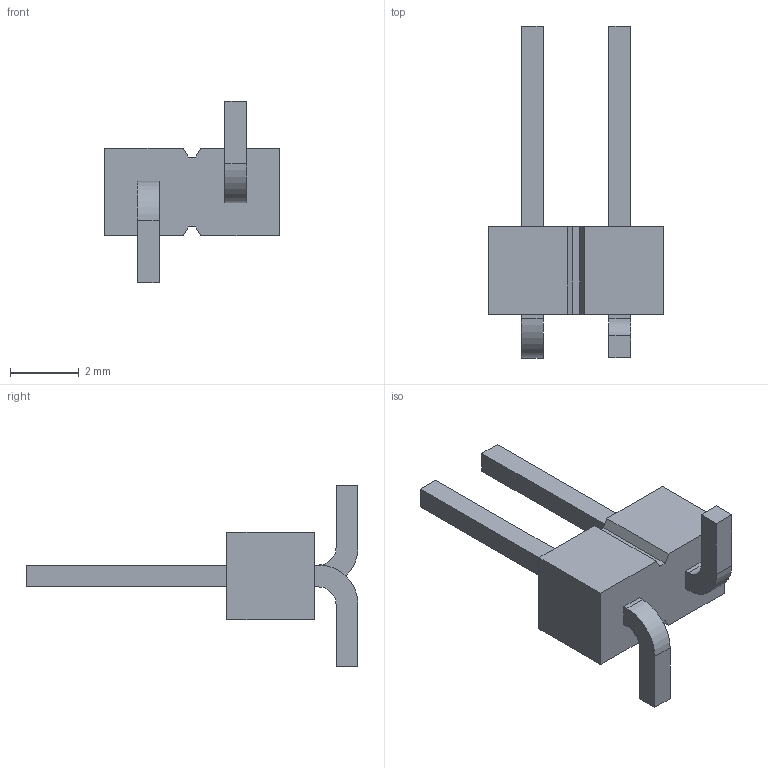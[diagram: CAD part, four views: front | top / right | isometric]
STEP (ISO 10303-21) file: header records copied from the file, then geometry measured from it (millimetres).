
FILE_DESCRIPTION(/* description */ ('STEP AP214'),/* implementation_level */ '2;1');
FILE_NAME(/* name */ 'TSM-102-01-L-SV',/* time_stamp */ '2024-10-30T20:12:35+01:00',/* author */ ('License CC BY-ND 4.0'),/* organization */ ('CADENAS'),/* preprocessor_version */ 'ST-DEVELOPER v19.3',/* originating_system */ 'PARTsolutions',/* authorisation */ ' ');
FILE_SCHEMA (('AUTOMOTIVE_DESIGN {1 0 10303 214 3 1 1}'));
Length unit declared in the file: inch
Products named in the file (4): TSM-102-01-L-SV; TSM-102-01-SV_body; T-1S6-16-L(-01-2-SV); T-1S6-16-L(-01-2-SV)2
Assembly tree (3 placements, depth 2):
  TSM-102-01-L-SV
    TSM-102-01-SV_body
    T-1S6-16-L(-01-2-SV)
    T-1S6-16-L(-01-2-SV)2
Bounding box: 5.08 x 9.65 x 5.28 mm (x, y, z)
Volume: 39.8 mm3; surface area: 145.7 mm2
Topology: 3 solids, 3 shells, 58 faces, 156 edges, 104 vertices
Faces by surface type: plane 54, cylinder 4
Entity records: 1901 total; most frequent: CARTESIAN_POINT 322, ORIENTED_EDGE 312, DIRECTION 288, EDGE_CURVE 156, LINE 148, VECTOR 148, VERTEX_POINT 104, AXIS2_PLACEMENT_3D 70
